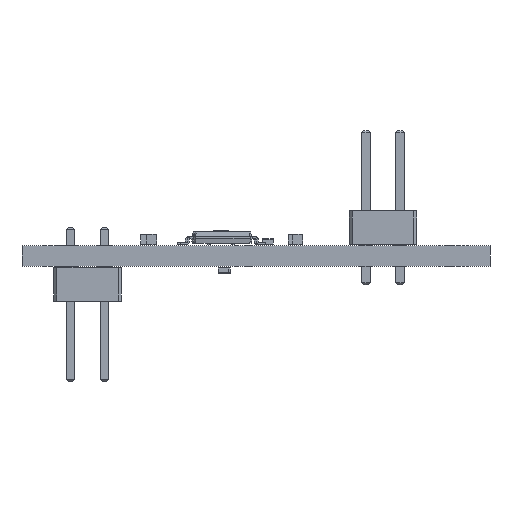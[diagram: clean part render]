
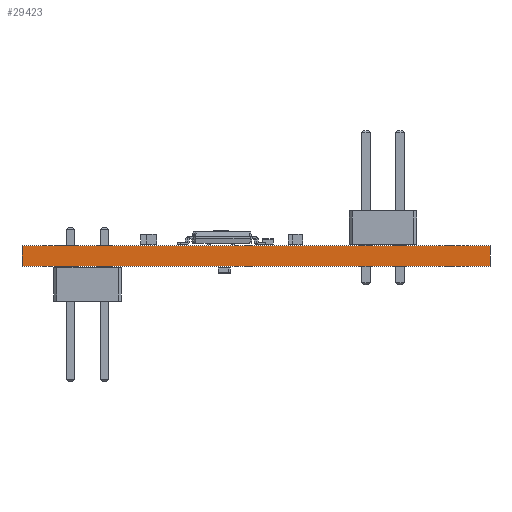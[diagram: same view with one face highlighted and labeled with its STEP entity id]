
A CAD part, front view. The second image highlights one B-rep face of the part: STEP entity #29423.
In plain terms, the highlighted planar face has unit normal (0, -1, 0).
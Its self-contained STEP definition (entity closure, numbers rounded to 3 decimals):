
#29423 = ADVANCED_FACE('',(#29424),#29458,.T.);
#29424 = FACE_BOUND('',#29425,.T.);
#29425 = EDGE_LOOP('',(#29426,#29436,#29444,#29452));
#29426 = ORIENTED_EDGE('',*,*,#29427,.T.);
#29427 = EDGE_CURVE('',#29428,#29430,#29432,.T.);
#29428 = VERTEX_POINT('',#29429);
#29429 = CARTESIAN_POINT('',(137.922,-113.044,0.));
#29430 = VERTEX_POINT('',#29431);
#29431 = CARTESIAN_POINT('',(137.922,-113.044,1.51));
#29432 = LINE('',#29433,#29434);
#29433 = CARTESIAN_POINT('',(137.922,-113.044,0.));
#29434 = VECTOR('',#29435,1.);
#29435 = DIRECTION('',(0.,0.,1.));
#29436 = ORIENTED_EDGE('',*,*,#29437,.T.);
#29437 = EDGE_CURVE('',#29430,#29438,#29440,.T.);
#29438 = VERTEX_POINT('',#29439);
#29439 = CARTESIAN_POINT('',(102.922,-113.044,1.51));
#29440 = LINE('',#29441,#29442);
#29441 = CARTESIAN_POINT('',(137.922,-113.044,1.51));
#29442 = VECTOR('',#29443,1.);
#29443 = DIRECTION('',(-1.,0.,0.));
#29444 = ORIENTED_EDGE('',*,*,#29445,.F.);
#29445 = EDGE_CURVE('',#29446,#29438,#29448,.T.);
#29446 = VERTEX_POINT('',#29447);
#29447 = CARTESIAN_POINT('',(102.922,-113.044,0.));
#29448 = LINE('',#29449,#29450);
#29449 = CARTESIAN_POINT('',(102.922,-113.044,0.));
#29450 = VECTOR('',#29451,1.);
#29451 = DIRECTION('',(0.,0.,1.));
#29452 = ORIENTED_EDGE('',*,*,#29453,.F.);
#29453 = EDGE_CURVE('',#29428,#29446,#29454,.T.);
#29454 = LINE('',#29455,#29456);
#29455 = CARTESIAN_POINT('',(137.922,-113.044,0.));
#29456 = VECTOR('',#29457,1.);
#29457 = DIRECTION('',(-1.,0.,0.));
#29458 = PLANE('',#29459);
#29459 = AXIS2_PLACEMENT_3D('',#29460,#29461,#29462);
#29460 = CARTESIAN_POINT('',(137.922,-113.044,0.));
#29461 = DIRECTION('',(0.,-1.,0.));
#29462 = DIRECTION('',(-1.,0.,0.));
